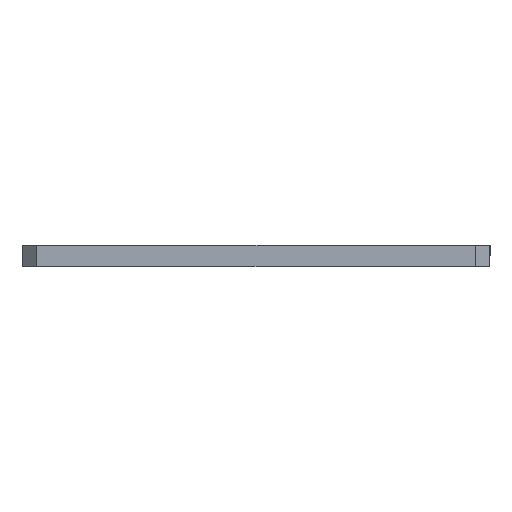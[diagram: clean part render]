
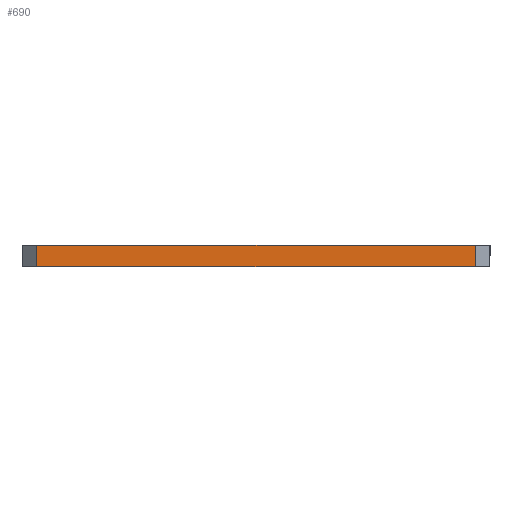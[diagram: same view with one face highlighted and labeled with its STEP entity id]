
A CAD part, front view. The second image highlights one B-rep face of the part: STEP entity #690.
In plain terms, the highlighted planar face has unit normal (0, -1, 0).
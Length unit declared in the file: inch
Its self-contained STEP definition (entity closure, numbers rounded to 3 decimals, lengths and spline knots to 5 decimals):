
#39 = ORIENTED_EDGE ( 'NONE', *, *, #526, .T. ) ;
#156 = LINE ( 'NONE', #309, #824 ) ;
#240 = LINE ( 'NONE', #694, #329 ) ;
#241 = VERTEX_POINT ( 'NONE', #1348 ) ;
#309 = CARTESIAN_POINT ( 'NONE',  ( -1., -2., 0.09 ) ) ;
#329 = VECTOR ( 'NONE', #1493, 39.37008 ) ;
#398 = VECTOR ( 'NONE', #629, 39.37008 ) ;
#417 = CARTESIAN_POINT ( 'NONE',  ( -1., -2., 0. ) ) ;
#516 = VERTEX_POINT ( 'NONE', #1673 ) ;
#526 = EDGE_CURVE ( 'NONE', #516, #1556, #1084, .T. ) ;
#629 = DIRECTION ( 'NONE',  ( 0., 0., 1. ) ) ;
#633 = AXIS2_PLACEMENT_3D ( 'NONE', #1587, #790, #1730 ) ;
#666 = PLANE ( 'NONE',  #633 ) ;
#690 = ADVANCED_FACE ( 'NONE', ( #1515 ), #666, .F. ) ;
#694 = CARTESIAN_POINT ( 'NONE',  ( -0.9375, -2., 0.09 ) ) ;
#710 = CARTESIAN_POINT ( 'NONE',  ( 0.9375, -2., 0. ) ) ;
#790 = DIRECTION ( 'NONE',  ( 0., 1., 0. ) ) ;
#824 = VECTOR ( 'NONE', #1505, 39.37008 ) ;
#832 = VERTEX_POINT ( 'NONE', #1481 ) ;
#1036 = EDGE_LOOP ( 'NONE', ( #39, #1492, #1519, #1708 ) ) ;
#1084 = LINE ( 'NONE', #417, #1438 ) ;
#1183 = EDGE_CURVE ( 'NONE', #1556, #832, #1423, .T. ) ;
#1348 = CARTESIAN_POINT ( 'NONE',  ( -0.9375, -2., 0.09 ) ) ;
#1423 = LINE ( 'NONE', #1692, #398 ) ;
#1438 = VECTOR ( 'NONE', #1694, 39.37008 ) ;
#1481 = CARTESIAN_POINT ( 'NONE',  ( 0.9375, -2., 0.09 ) ) ;
#1492 = ORIENTED_EDGE ( 'NONE', *, *, #1183, .T. ) ;
#1493 = DIRECTION ( 'NONE',  ( 0., 0., -1. ) ) ;
#1505 = DIRECTION ( 'NONE',  ( 1., 0., 0. ) ) ;
#1515 = FACE_OUTER_BOUND ( 'NONE', #1036, .T. ) ;
#1519 = ORIENTED_EDGE ( 'NONE', *, *, #1602, .F. ) ;
#1528 = EDGE_CURVE ( 'NONE', #241, #516, #240, .T. ) ;
#1556 = VERTEX_POINT ( 'NONE', #710 ) ;
#1587 = CARTESIAN_POINT ( 'NONE',  ( -1., -2., 0.09 ) ) ;
#1602 = EDGE_CURVE ( 'NONE', #241, #832, #156, .T. ) ;
#1673 = CARTESIAN_POINT ( 'NONE',  ( -0.9375, -2., 0. ) ) ;
#1692 = CARTESIAN_POINT ( 'NONE',  ( 0.9375, -2., 0.09 ) ) ;
#1694 = DIRECTION ( 'NONE',  ( 1., 0., 0. ) ) ;
#1708 = ORIENTED_EDGE ( 'NONE', *, *, #1528, .T. ) ;
#1730 = DIRECTION ( 'NONE',  ( 0., 0., 1. ) ) ;
